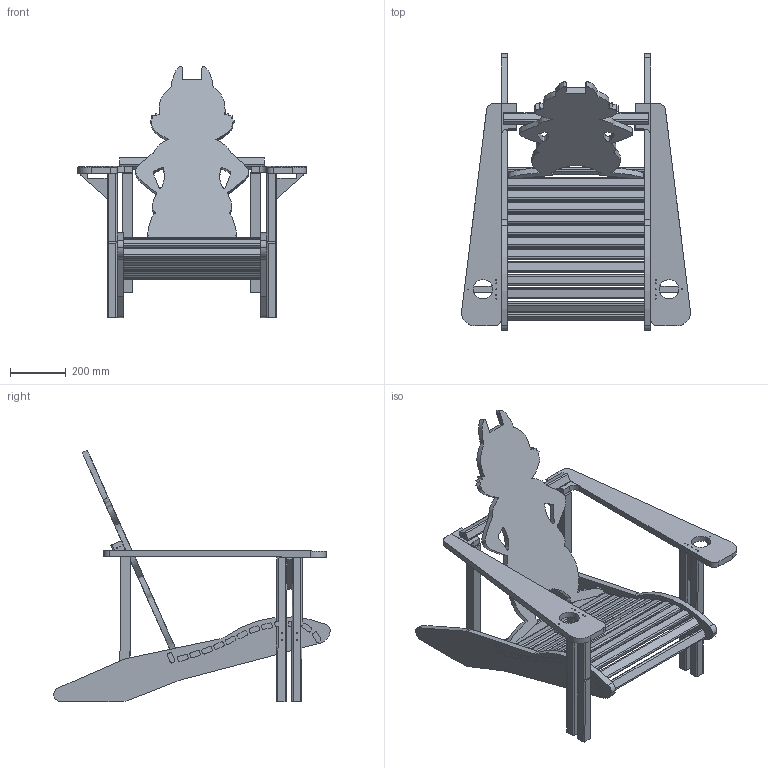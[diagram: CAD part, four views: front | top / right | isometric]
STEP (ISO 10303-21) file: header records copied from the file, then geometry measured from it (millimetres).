
FILE_DESCRIPTION( ( '' ), ' ' );
FILE_NAME( '5d595aaf1cfec616ad616204.step', '2019-08-18T14:03:27', ( '' ), ( '' ), ' ', ' ', ' ' );
FILE_SCHEMA( ( 'AUTOMOTIVE_DESIGN { 1 0 10303 214 1 1 1 1 }' ) );
Length unit declared in the file: metre
Products named in the file (15): Assem1; Right Front Post; Slat; Right Drink Support; Right Seat Holder; Right Back Post; Right Second Post; Frond Post; Left Armrest; Back Post; Right Arm Rest; Chipmunk; Seat Holder; Left Drink Support; Second Front post
Assembly tree (27 placements, depth 2):
  Assem1
    Right Front Post
    Slat  x13
    Right Drink Support
    Right Seat Holder
    Right Back Post
    Right Second Post
    Frond Post  x2
    Left Armrest
    Back Post
    Right Arm Rest
    Chipmunk
    Seat Holder
    Left Drink Support
    Second Front post
Bounding box: 823.4 x 995.61 x 904.85 mm (x, y, z)
Volume: 20892194.6 mm3; surface area: 2729198.5 mm2
Topology: 27 solids, 27 shells, 605 faces, 1625 edges, 1092 vertices
Faces by surface type: plane 321, cylinder 280, extrusion 4
Full cylindrical faces by diameter (mm): 3.5 x34, 4 x26, 70 x2
Entity records: 15606 total; most frequent: CARTESIAN_POINT 3208, DIRECTION 2587, ORIENTED_EDGE 2374, EDGE_CURVE 1187, AXIS2_PLACEMENT_3D 923, VERTEX_POINT 830, VECTOR 741, LINE 737
